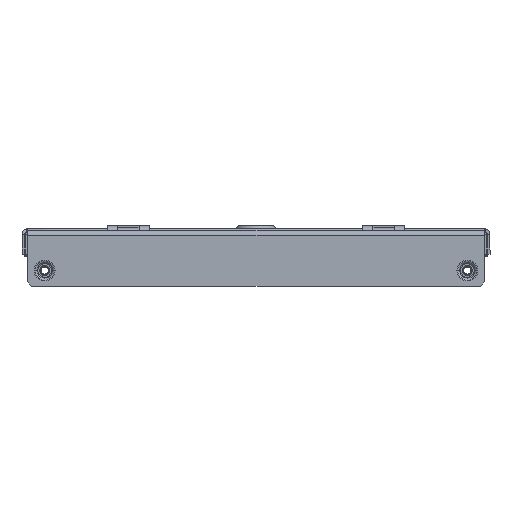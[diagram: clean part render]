
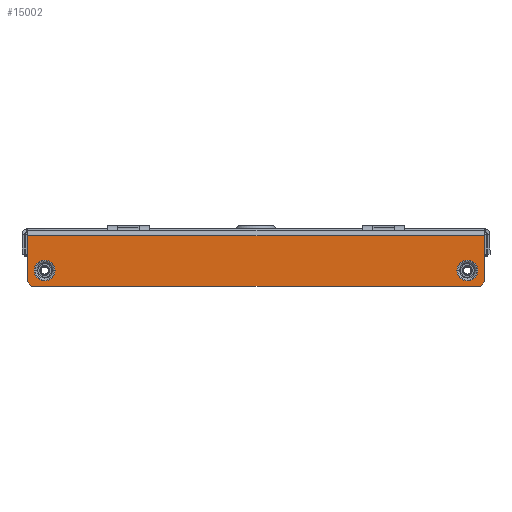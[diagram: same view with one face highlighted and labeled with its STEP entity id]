
A CAD part, left-side view. The second image highlights one B-rep face of the part: STEP entity #15002.
In plain terms, the highlighted planar face has unit normal (-1, 0, 0).
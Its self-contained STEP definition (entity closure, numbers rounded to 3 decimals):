
#314 = VECTOR ( 'NONE', #9854, 1000. ) ;
#583 = EDGE_LOOP ( 'NONE', ( #5380, #10683 ) ) ;
#606 = DIRECTION ( 'NONE',  ( -1., 0., 0. ) ) ;
#685 = DIRECTION ( 'NONE',  ( 0., -0.707, -0.707 ) ) ;
#1245 = PLANE ( 'NONE',  #12714 ) ;
#1266 = LINE ( 'NONE', #6063, #6109 ) ;
#1320 = ORIENTED_EDGE ( 'NONE', *, *, #15559, .T. ) ;
#1446 = AXIS2_PLACEMENT_3D ( 'NONE', #12800, #606, #4825 ) ;
#1640 = CARTESIAN_POINT ( 'NONE',  ( -11.5, -161., -34.5 ) ) ;
#1672 = VECTOR ( 'NONE', #5866, 1000. ) ;
#1809 = EDGE_CURVE ( 'NONE', #2577, #3313, #1266, .T. ) ;
#1835 = EDGE_CURVE ( 'NONE', #8858, #8972, #13495, .T. ) ;
#1958 = LINE ( 'NONE', #13484, #16972 ) ;
#2279 = VERTEX_POINT ( 'NONE', #8128 ) ;
#2326 = ORIENTED_EDGE ( 'NONE', *, *, #5024, .F. ) ;
#2577 = VERTEX_POINT ( 'NONE', #17002 ) ;
#3100 = DIRECTION ( 'NONE',  ( 1., 0., 0. ) ) ;
#3134 = AXIS2_PLACEMENT_3D ( 'NONE', #11188, #3100, #9824 ) ;
#3167 = CARTESIAN_POINT ( 'NONE',  ( -11.5, -161., 0. ) ) ;
#3313 = VERTEX_POINT ( 'NONE', #7741 ) ;
#3416 = EDGE_CURVE ( 'NONE', #5173, #5287, #6222, .T. ) ;
#3457 = FACE_BOUND ( 'NONE', #5745, .T. ) ;
#3687 = CARTESIAN_POINT ( 'NONE',  ( -11.5, -156.299, -26.5 ) ) ;
#3691 = CARTESIAN_POINT ( 'NONE',  ( -11.5, -161., -1.879 ) ) ;
#3794 = LINE ( 'NONE', #3167, #1672 ) ;
#4825 = DIRECTION ( 'NONE',  ( 0., -1., 0. ) ) ;
#5024 = EDGE_CURVE ( 'NONE', #2577, #13974, #6618, .T. ) ;
#5123 = EDGE_CURVE ( 'NONE', #2279, #14958, #10449, .T. ) ;
#5173 = VERTEX_POINT ( 'NONE', #12794 ) ;
#5287 = VERTEX_POINT ( 'NONE', #16772 ) ;
#5380 = ORIENTED_EDGE ( 'NONE', *, *, #3416, .T. ) ;
#5412 = DIRECTION ( 'NONE',  ( 0., 1., 0. ) ) ;
#5646 = CARTESIAN_POINT ( 'NONE',  ( -11.5, -161., -1.879 ) ) ;
#5745 = EDGE_LOOP ( 'NONE', ( #9160, #6881 ) ) ;
#5865 = CARTESIAN_POINT ( 'NONE',  ( -11.5, -149., -26.5 ) ) ;
#5866 = DIRECTION ( 'NONE',  ( 0., 0., 1. ) ) ;
#6063 = CARTESIAN_POINT ( 'NONE',  ( -11.5, 161., 0. ) ) ;
#6109 = VECTOR ( 'NONE', #15545, 1000. ) ;
#6222 = CIRCLE ( 'NONE', #11758, 7.299 ) ;
#6480 = ORIENTED_EDGE ( 'NONE', *, *, #9338, .T. ) ;
#6618 = LINE ( 'NONE', #5646, #7269 ) ;
#6719 = DIRECTION ( 'NONE',  ( 1., 0., 0. ) ) ;
#6881 = ORIENTED_EDGE ( 'NONE', *, *, #1835, .F. ) ;
#7269 = VECTOR ( 'NONE', #10978, 1000. ) ;
#7741 = CARTESIAN_POINT ( 'NONE',  ( -11.5, 161., -34.5 ) ) ;
#7987 = LINE ( 'NONE', #12822, #15824 ) ;
#8128 = CARTESIAN_POINT ( 'NONE',  ( -11.5, 158., -37.5 ) ) ;
#8184 = DIRECTION ( 'NONE',  ( 0., -0.707, 0.707 ) ) ;
#8527 = EDGE_CURVE ( 'NONE', #10293, #13974, #3794, .T. ) ;
#8858 = VERTEX_POINT ( 'NONE', #9075 ) ;
#8972 = VERTEX_POINT ( 'NONE', #3687 ) ;
#9075 = CARTESIAN_POINT ( 'NONE',  ( -11.5, -141.701, -26.5 ) ) ;
#9131 = EDGE_CURVE ( 'NONE', #5287, #5173, #17300, .T. ) ;
#9160 = ORIENTED_EDGE ( 'NONE', *, *, #15684, .F. ) ;
#9338 = EDGE_CURVE ( 'NONE', #3313, #2279, #7987, .T. ) ;
#9824 = DIRECTION ( 'NONE',  ( 0., 1., 0. ) ) ;
#9854 = DIRECTION ( 'NONE',  ( 0., -1., 0. ) ) ;
#10195 = ORIENTED_EDGE ( 'NONE', *, *, #1809, .T. ) ;
#10293 = VERTEX_POINT ( 'NONE', #1640 ) ;
#10449 = LINE ( 'NONE', #11038, #314 ) ;
#10683 = ORIENTED_EDGE ( 'NONE', *, *, #9131, .T. ) ;
#10804 = CARTESIAN_POINT ( 'NONE',  ( -11.5, -158., -37.5 ) ) ;
#10978 = DIRECTION ( 'NONE',  ( 0., -1., 0. ) ) ;
#11038 = CARTESIAN_POINT ( 'NONE',  ( -11.5, -161., -37.5 ) ) ;
#11083 = DIRECTION ( 'NONE',  ( 0., -1., 0. ) ) ;
#11188 = CARTESIAN_POINT ( 'NONE',  ( -11.5, 149., -26.5 ) ) ;
#11481 = ORIENTED_EDGE ( 'NONE', *, *, #8527, .T. ) ;
#11758 = AXIS2_PLACEMENT_3D ( 'NONE', #14822, #12212, #5412 ) ;
#12212 = DIRECTION ( 'NONE',  ( 1., 0., 0. ) ) ;
#12714 = AXIS2_PLACEMENT_3D ( 'NONE', #13566, #6719, #14940 ) ;
#12794 = CARTESIAN_POINT ( 'NONE',  ( -11.5, 156.299, -26.5 ) ) ;
#12797 = ORIENTED_EDGE ( 'NONE', *, *, #5123, .T. ) ;
#12800 = CARTESIAN_POINT ( 'NONE',  ( -11.5, -149., -26.5 ) ) ;
#12822 = CARTESIAN_POINT ( 'NONE',  ( -11.5, 158., -37.5 ) ) ;
#13484 = CARTESIAN_POINT ( 'NONE',  ( -11.5, -161., -34.5 ) ) ;
#13495 = CIRCLE ( 'NONE', #1446, 7.299 ) ;
#13548 = CIRCLE ( 'NONE', #17494, 7.299 ) ;
#13566 = CARTESIAN_POINT ( 'NONE',  ( -11.5, -161., 0. ) ) ;
#13903 = DIRECTION ( 'NONE',  ( -1., 0., 0. ) ) ;
#13974 = VERTEX_POINT ( 'NONE', #3691 ) ;
#13994 = FACE_OUTER_BOUND ( 'NONE', #15704, .T. ) ;
#14822 = CARTESIAN_POINT ( 'NONE',  ( -11.5, 149., -26.5 ) ) ;
#14940 = DIRECTION ( 'NONE',  ( 0., 0., -1. ) ) ;
#14958 = VERTEX_POINT ( 'NONE', #10804 ) ;
#15002 = ADVANCED_FACE ( 'NONE', ( #13994, #15086, #3457 ), #1245, .F. ) ;
#15086 = FACE_BOUND ( 'NONE', #583, .T. ) ;
#15545 = DIRECTION ( 'NONE',  ( 0., 0., -1. ) ) ;
#15559 = EDGE_CURVE ( 'NONE', #14958, #10293, #1958, .T. ) ;
#15684 = EDGE_CURVE ( 'NONE', #8972, #8858, #13548, .T. ) ;
#15704 = EDGE_LOOP ( 'NONE', ( #12797, #1320, #11481, #2326, #10195, #6480 ) ) ;
#15824 = VECTOR ( 'NONE', #685, 1000. ) ;
#16772 = CARTESIAN_POINT ( 'NONE',  ( -11.5, 141.701, -26.5 ) ) ;
#16972 = VECTOR ( 'NONE', #8184, 1000. ) ;
#17002 = CARTESIAN_POINT ( 'NONE',  ( -11.5, 161., -1.879 ) ) ;
#17300 = CIRCLE ( 'NONE', #3134, 7.299 ) ;
#17494 = AXIS2_PLACEMENT_3D ( 'NONE', #5865, #13903, #11083 ) ;
